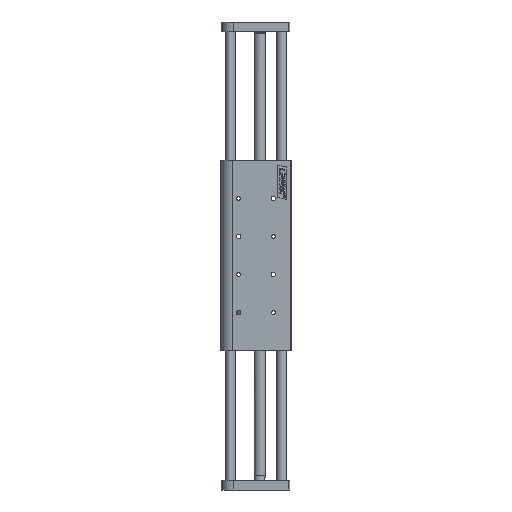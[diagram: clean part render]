
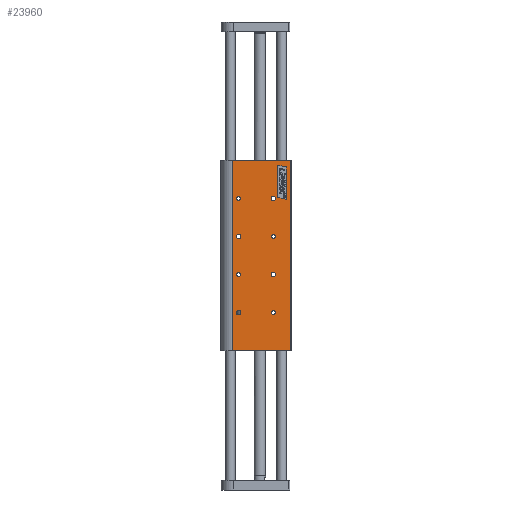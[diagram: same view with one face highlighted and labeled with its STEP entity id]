
A CAD part, left-side view. The second image highlights one B-rep face of the part: STEP entity #23960.
In plain terms, the highlighted planar face has unit normal (-1, 0, 0).
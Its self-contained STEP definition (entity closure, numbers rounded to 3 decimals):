
#2267 = LINE ( 'NONE', #30459, #28304 ) ;
#2415 = CIRCLE ( 'NONE', #3926, 2.3 ) ;
#2591 = CIRCLE ( 'NONE', #55906, 2.3 ) ;
#2808 = FACE_OUTER_BOUND ( 'NONE', #51180, .T. ) ;
#3310 = CARTESIAN_POINT ( 'NONE',  ( -12.5, -14.25, 38. ) ) ;
#3880 = CARTESIAN_POINT ( 'NONE',  ( -12.5, -14.25, 80. ) ) ;
#3926 = AXIS2_PLACEMENT_3D ( 'NONE', #55559, #85221, #71335 ) ;
#3997 = CARTESIAN_POINT ( 'NONE',  ( -12.5, -18.931, 0. ) ) ;
#4155 = CARTESIAN_POINT ( 'NONE',  ( -12.5, 22.25, 160. ) ) ;
#4845 = LINE ( 'NONE', #27319, #6114 ) ;
#6114 = VECTOR ( 'NONE', #56888, 1000. ) ;
#7019 = VERTEX_POINT ( 'NONE', #34766 ) ;
#8163 = EDGE_CURVE ( 'NONE', #58608, #83355, #94395, .T. ) ;
#8611 = ORIENTED_EDGE ( 'NONE', *, *, #40200, .T. ) ;
#8856 = VECTOR ( 'NONE', #52590, 1000. ) ;
#8955 = ORIENTED_EDGE ( 'NONE', *, *, #8163, .T. ) ;
#9678 = EDGE_LOOP ( 'NONE', ( #68372 ) ) ;
#10193 = EDGE_CURVE ( 'NONE', #58234, #60364, #66462, .T. ) ;
#12326 = VERTEX_POINT ( 'NONE', #76364 ) ;
#12581 = CARTESIAN_POINT ( 'NONE',  ( -12.5, 28.5, 200. ) ) ;
#13210 = DIRECTION ( 'NONE',  ( 0., 0., -1. ) ) ;
#13812 = CIRCLE ( 'NONE', #67222, 2.3 ) ;
#14146 = CARTESIAN_POINT ( 'NONE',  ( -12.5, -32.5, 0. ) ) ;
#14156 = CARTESIAN_POINT ( 'NONE',  ( -12.5, -14.25, 120. ) ) ;
#15383 = CARTESIAN_POINT ( 'NONE',  ( -12.5, -40.548, 190.438 ) ) ;
#17377 = CARTESIAN_POINT ( 'NONE',  ( -12.5, 22.25, 40. ) ) ;
#17429 = ORIENTED_EDGE ( 'NONE', *, *, #34799, .F. ) ;
#18129 = VERTEX_POINT ( 'NONE', #3310 ) ;
#18563 = PLANE ( 'NONE',  #39822 ) ;
#20912 = VERTEX_POINT ( 'NONE', #85899 ) ;
#22681 = CARTESIAN_POINT ( 'NONE',  ( -12.5, -27.916, 0. ) ) ;
#22833 = EDGE_LOOP ( 'NONE', ( #76627, #57571, #77082, #80286 ) ) ;
#23164 = VERTEX_POINT ( 'NONE', #81616 ) ;
#23516 = ORIENTED_EDGE ( 'NONE', *, *, #36244, .T. ) ;
#23583 = EDGE_CURVE ( 'NONE', #65899, #65899, #13812, .T. ) ;
#23960 = ADVANCED_FACE ( 'NONE', ( #32897, #39057, #82580, #38586, #46250, #61987, #68230, #25729, #2808, #83997 ), #18563, .F. ) ;
#24422 = DIRECTION ( 'NONE',  ( 0., 0., 1. ) ) ;
#25349 = CARTESIAN_POINT ( 'NONE',  ( -12.5, 22.25, 120. ) ) ;
#25729 = FACE_BOUND ( 'NONE', #56043, .T. ) ;
#25995 = EDGE_CURVE ( 'NONE', #78366, #78366, #41520, .T. ) ;
#27319 = CARTESIAN_POINT ( 'NONE',  ( -12.5, 28.5, 200. ) ) ;
#27640 = EDGE_LOOP ( 'NONE', ( #48122 ) ) ;
#28304 = VECTOR ( 'NONE', #89190, 1000. ) ;
#29322 = ORIENTED_EDGE ( 'NONE', *, *, #25995, .T. ) ;
#30459 = CARTESIAN_POINT ( 'NONE',  ( -12.5, -33.6, 157.894 ) ) ;
#30463 = VERTEX_POINT ( 'NONE', #74837 ) ;
#31138 = EDGE_CURVE ( 'NONE', #18129, #18129, #91878, .T. ) ;
#31912 = VERTEX_POINT ( 'NONE', #61169 ) ;
#31965 = CARTESIAN_POINT ( 'NONE',  ( -12.5, 28.5, 0. ) ) ;
#32108 = VERTEX_POINT ( 'NONE', #33034 ) ;
#32729 = LINE ( 'NONE', #3997, #70656 ) ;
#32897 = FACE_BOUND ( 'NONE', #70743, .T. ) ;
#33034 = CARTESIAN_POINT ( 'NONE',  ( -12.5, -14.25, 82.3 ) ) ;
#33658 = DIRECTION ( 'NONE',  ( 0., 0., -1. ) ) ;
#34766 = CARTESIAN_POINT ( 'NONE',  ( -12.5, -14.25, 118. ) ) ;
#34799 = EDGE_CURVE ( 'NONE', #12326, #12326, #2415, .T. ) ;
#36244 = EDGE_CURVE ( 'NONE', #20912, #20912, #74291, .T. ) ;
#37911 = DIRECTION ( 'NONE',  ( 0., 0., -1. ) ) ;
#38222 = CIRCLE ( 'NONE', #62653, 2. ) ;
#38586 = FACE_BOUND ( 'NONE', #83695, .T. ) ;
#39057 = FACE_BOUND ( 'NONE', #71367, .T. ) ;
#39822 = AXIS2_PLACEMENT_3D ( 'NONE', #31965, #61064, #90215 ) ;
#40200 = EDGE_CURVE ( 'NONE', #40581, #58723, #4845, .T. ) ;
#40282 = ORIENTED_EDGE ( 'NONE', *, *, #57235, .T. ) ;
#40581 = VERTEX_POINT ( 'NONE', #42897 ) ;
#40946 = EDGE_CURVE ( 'NONE', #7019, #7019, #38222, .T. ) ;
#41217 = CARTESIAN_POINT ( 'NONE',  ( -12.5, 22.25, 80. ) ) ;
#41520 = CIRCLE ( 'NONE', #46132, 2. ) ;
#41869 = CARTESIAN_POINT ( 'NONE',  ( -12.5, 28.5, 0. ) ) ;
#42000 = CARTESIAN_POINT ( 'NONE',  ( -12.5, 22.25, 42.3 ) ) ;
#42194 = AXIS2_PLACEMENT_3D ( 'NONE', #4155, #84451, #56180 ) ;
#42897 = CARTESIAN_POINT ( 'NONE',  ( -12.5, 28.5, 200. ) ) ;
#43248 = DIRECTION ( 'NONE',  ( 1., 0., 0. ) ) ;
#43623 = EDGE_CURVE ( 'NONE', #30463, #30463, #58447, .T. ) ;
#44518 = ORIENTED_EDGE ( 'NONE', *, *, #31138, .T. ) ;
#45093 = ORIENTED_EDGE ( 'NONE', *, *, #23583, .F. ) ;
#45798 = EDGE_LOOP ( 'NONE', ( #67117 ) ) ;
#46132 = AXIS2_PLACEMENT_3D ( 'NONE', #41217, #77097, #33658 ) ;
#46250 = FACE_BOUND ( 'NONE', #9678, .T. ) ;
#46474 = DIRECTION ( 'NONE',  ( 0., 0., 1. ) ) ;
#48122 = ORIENTED_EDGE ( 'NONE', *, *, #40946, .T. ) ;
#48374 = VECTOR ( 'NONE', #69653, 1000. ) ;
#49363 = ORIENTED_EDGE ( 'NONE', *, *, #76640, .F. ) ;
#50479 = CARTESIAN_POINT ( 'NONE',  ( -12.5, -18.931, 195.041 ) ) ;
#51017 = DIRECTION ( 'NONE',  ( 0., 0., -1. ) ) ;
#51180 = EDGE_LOOP ( 'NONE', ( #49363, #8955, #40282, #8611 ) ) ;
#51371 = DIRECTION ( 'NONE',  ( 0., 0., 1. ) ) ;
#52590 = DIRECTION ( 'NONE',  ( 0., -0.978, -0.208 ) ) ;
#52909 = VECTOR ( 'NONE', #69915, 1000. ) ;
#54096 = DIRECTION ( 'NONE',  ( -1., 0., 0. ) ) ;
#55087 = EDGE_CURVE ( 'NONE', #23164, #31912, #2267, .T. ) ;
#55299 = LINE ( 'NONE', #41869, #48374 ) ;
#55559 = CARTESIAN_POINT ( 'NONE',  ( -12.5, -14.25, 160. ) ) ;
#55906 = AXIS2_PLACEMENT_3D ( 'NONE', #3880, #62610, #84168 ) ;
#56043 = EDGE_LOOP ( 'NONE', ( #17429 ) ) ;
#56180 = DIRECTION ( 'NONE',  ( 0., 0., -1. ) ) ;
#56888 = DIRECTION ( 'NONE',  ( 0., 0., -1. ) ) ;
#57235 = EDGE_CURVE ( 'NONE', #83355, #40581, #78972, .T. ) ;
#57571 = ORIENTED_EDGE ( 'NONE', *, *, #55087, .T. ) ;
#58176 = CARTESIAN_POINT ( 'NONE',  ( -12.5, -27.916, 193.128 ) ) ;
#58234 = VERTEX_POINT ( 'NONE', #50479 ) ;
#58447 = CIRCLE ( 'NONE', #70671, 2.3 ) ;
#58608 = VERTEX_POINT ( 'NONE', #82973 ) ;
#58672 = CARTESIAN_POINT ( 'NONE',  ( -12.5, -14.25, 40. ) ) ;
#58723 = VERTEX_POINT ( 'NONE', #70485 ) ;
#59438 = LINE ( 'NONE', #22681, #80293 ) ;
#60364 = VERTEX_POINT ( 'NONE', #58176 ) ;
#61064 = DIRECTION ( 'NONE',  ( 1., 0., 0. ) ) ;
#61169 = CARTESIAN_POINT ( 'NONE',  ( -12.5, -18.931, 161.015 ) ) ;
#61804 = DIRECTION ( 'NONE',  ( 0., 0., 1. ) ) ;
#61987 = FACE_BOUND ( 'NONE', #45798, .T. ) ;
#62076 = DIRECTION ( 'NONE',  ( -1., 0., 0. ) ) ;
#62610 = DIRECTION ( 'NONE',  ( -1., 0., 0. ) ) ;
#62653 = AXIS2_PLACEMENT_3D ( 'NONE', #14156, #43248, #13210 ) ;
#65016 = VECTOR ( 'NONE', #51371, 1000. ) ;
#65899 = VERTEX_POINT ( 'NONE', #42000 ) ;
#66462 = LINE ( 'NONE', #15383, #8856 ) ;
#67117 = ORIENTED_EDGE ( 'NONE', *, *, #43623, .F. ) ;
#67222 = AXIS2_PLACEMENT_3D ( 'NONE', #17377, #54096, #46474 ) ;
#68230 = FACE_BOUND ( 'NONE', #70810, .T. ) ;
#68372 = ORIENTED_EDGE ( 'NONE', *, *, #83377, .F. ) ;
#69653 = DIRECTION ( 'NONE',  ( 0., 1., 0. ) ) ;
#69915 = DIRECTION ( 'NONE',  ( 0., 1., 0. ) ) ;
#70485 = CARTESIAN_POINT ( 'NONE',  ( -12.5, 28.5, 0. ) ) ;
#70624 = EDGE_CURVE ( 'NONE', #31912, #58234, #32729, .T. ) ;
#70656 = VECTOR ( 'NONE', #61804, 1000. ) ;
#70671 = AXIS2_PLACEMENT_3D ( 'NONE', #25349, #62076, #24422 ) ;
#70743 = EDGE_LOOP ( 'NONE', ( #23516 ) ) ;
#70810 = EDGE_LOOP ( 'NONE', ( #45093 ) ) ;
#71190 = CARTESIAN_POINT ( 'NONE',  ( -12.5, 22.25, 78. ) ) ;
#71335 = DIRECTION ( 'NONE',  ( 0., 0., 1. ) ) ;
#71367 = EDGE_LOOP ( 'NONE', ( #29322 ) ) ;
#74291 = CIRCLE ( 'NONE', #42194, 2. ) ;
#74837 = CARTESIAN_POINT ( 'NONE',  ( -12.5, 22.25, 122.3 ) ) ;
#76364 = CARTESIAN_POINT ( 'NONE',  ( -12.5, -14.25, 162.3 ) ) ;
#76627 = ORIENTED_EDGE ( 'NONE', *, *, #84994, .T. ) ;
#76640 = EDGE_CURVE ( 'NONE', #58608, #58723, #55299, .T. ) ;
#76947 = CARTESIAN_POINT ( 'NONE',  ( -12.5, -32.5, 200. ) ) ;
#77082 = ORIENTED_EDGE ( 'NONE', *, *, #70624, .T. ) ;
#77097 = DIRECTION ( 'NONE',  ( 1., 0., 0. ) ) ;
#78366 = VERTEX_POINT ( 'NONE', #71190 ) ;
#78972 = LINE ( 'NONE', #12581, #52909 ) ;
#80286 = ORIENTED_EDGE ( 'NONE', *, *, #10193, .T. ) ;
#80293 = VECTOR ( 'NONE', #37911, 1000. ) ;
#81616 = CARTESIAN_POINT ( 'NONE',  ( -12.5, -27.916, 159.104 ) ) ;
#82580 = FACE_BOUND ( 'NONE', #27640, .T. ) ;
#82973 = CARTESIAN_POINT ( 'NONE',  ( -12.5, -32.5, 0. ) ) ;
#83355 = VERTEX_POINT ( 'NONE', #76947 ) ;
#83377 = EDGE_CURVE ( 'NONE', #32108, #32108, #2591, .T. ) ;
#83695 = EDGE_LOOP ( 'NONE', ( #44518 ) ) ;
#83997 = FACE_BOUND ( 'NONE', #22833, .T. ) ;
#84168 = DIRECTION ( 'NONE',  ( 0., 0., 1. ) ) ;
#84451 = DIRECTION ( 'NONE',  ( 1., 0., 0. ) ) ;
#84994 = EDGE_CURVE ( 'NONE', #60364, #23164, #59438, .T. ) ;
#85221 = DIRECTION ( 'NONE',  ( -1., 0., 0. ) ) ;
#85899 = CARTESIAN_POINT ( 'NONE',  ( -12.5, 22.25, 158. ) ) ;
#87832 = DIRECTION ( 'NONE',  ( 1., 0., 0. ) ) ;
#89190 = DIRECTION ( 'NONE',  ( 0., 0.978, 0.208 ) ) ;
#90215 = DIRECTION ( 'NONE',  ( 0., 1., 0. ) ) ;
#90368 = AXIS2_PLACEMENT_3D ( 'NONE', #58672, #87832, #51017 ) ;
#91878 = CIRCLE ( 'NONE', #90368, 2. ) ;
#94395 = LINE ( 'NONE', #14146, #65016 ) ;
